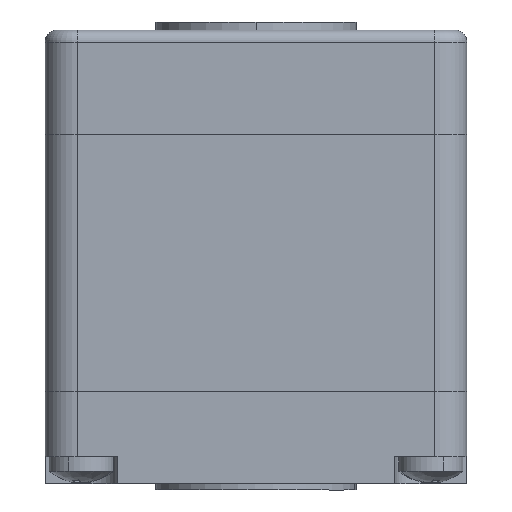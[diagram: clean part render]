
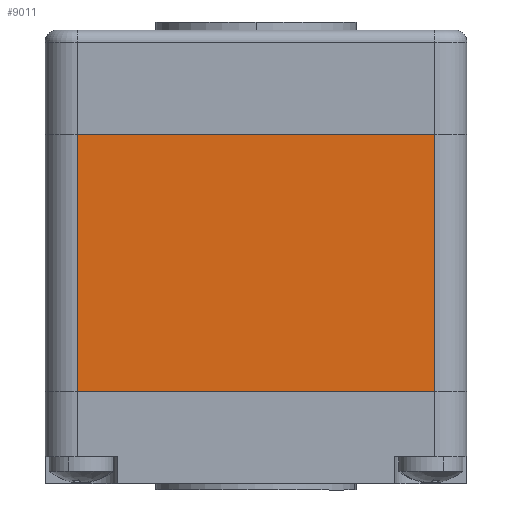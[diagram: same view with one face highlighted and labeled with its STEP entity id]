
A CAD part, left-side view. The second image highlights one B-rep face of the part: STEP entity #9011.
In plain terms, the highlighted planar face has unit normal (-1, 0, 0).
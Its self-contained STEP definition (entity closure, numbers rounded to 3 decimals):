
#544 = CARTESIAN_POINT ( 'NONE',  ( -16.75, 0., 12.8 ) ) ;
#1438 = VERTEX_POINT ( 'NONE', #3113 ) ;
#2411 = AXIS2_PLACEMENT_3D ( 'NONE', #16432, #3465, #8052 ) ;
#2546 = DIRECTION ( 'NONE',  ( 0., -1., 0. ) ) ;
#2798 = DIRECTION ( 'NONE',  ( 0., 0., -1. ) ) ;
#3073 = EDGE_LOOP ( 'NONE', ( #16302, #6671, #13583, #20251 ) ) ;
#3113 = CARTESIAN_POINT ( 'NONE',  ( -16.75, -8.9, 0. ) ) ;
#3465 = DIRECTION ( 'NONE',  ( 1., 0., 0. ) ) ;
#3839 = CARTESIAN_POINT ( 'NONE',  ( -16.75, -8.9, 14.1 ) ) ;
#5240 = VERTEX_POINT ( 'NONE', #6573 ) ;
#5774 = VECTOR ( 'NONE', #7073, 1000. ) ;
#6573 = CARTESIAN_POINT ( 'NONE',  ( -16.75, 8.9, 0. ) ) ;
#6671 = ORIENTED_EDGE ( 'NONE', *, *, #7892, .T. ) ;
#7073 = DIRECTION ( 'NONE',  ( 0., -1., 0. ) ) ;
#7892 = EDGE_CURVE ( 'NONE', #17237, #5240, #14261, .T. ) ;
#8052 = DIRECTION ( 'NONE',  ( 0., 0., -1. ) ) ;
#8676 = LINE ( 'NONE', #544, #5774 ) ;
#9011 = ADVANCED_FACE ( 'NONE', ( #12794 ), #17841, .F. ) ;
#9331 = CARTESIAN_POINT ( 'NONE',  ( -16.75, 8.9, 14.1 ) ) ;
#10251 = LINE ( 'NONE', #3839, #13954 ) ;
#10620 = VECTOR ( 'NONE', #2546, 1000. ) ;
#10796 = LINE ( 'NONE', #17348, #10620 ) ;
#11829 = EDGE_CURVE ( 'NONE', #17237, #14555, #8676, .T. ) ;
#11978 = DIRECTION ( 'NONE',  ( 0., 0., 1. ) ) ;
#12794 = FACE_OUTER_BOUND ( 'NONE', #3073, .T. ) ;
#13583 = ORIENTED_EDGE ( 'NONE', *, *, #16920, .T. ) ;
#13954 = VECTOR ( 'NONE', #11978, 1000. ) ;
#14261 = LINE ( 'NONE', #9331, #19791 ) ;
#14555 = VERTEX_POINT ( 'NONE', #16668 ) ;
#16302 = ORIENTED_EDGE ( 'NONE', *, *, #11829, .F. ) ;
#16432 = CARTESIAN_POINT ( 'NONE',  ( -16.75, 0., 14.1 ) ) ;
#16668 = CARTESIAN_POINT ( 'NONE',  ( -16.75, -8.9, 12.8 ) ) ;
#16920 = EDGE_CURVE ( 'NONE', #5240, #1438, #10796, .T. ) ;
#17237 = VERTEX_POINT ( 'NONE', #20455 ) ;
#17348 = CARTESIAN_POINT ( 'NONE',  ( -16.75, 0., 0. ) ) ;
#17841 = PLANE ( 'NONE',  #2411 ) ;
#19791 = VECTOR ( 'NONE', #2798, 1000. ) ;
#20153 = EDGE_CURVE ( 'NONE', #1438, #14555, #10251, .T. ) ;
#20251 = ORIENTED_EDGE ( 'NONE', *, *, #20153, .T. ) ;
#20455 = CARTESIAN_POINT ( 'NONE',  ( -16.75, 8.9, 12.8 ) ) ;
